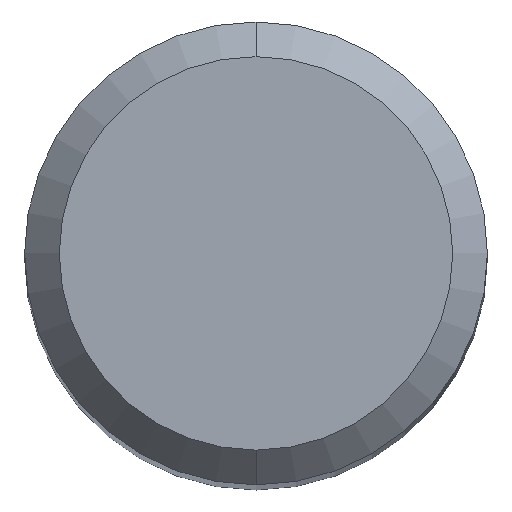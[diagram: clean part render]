
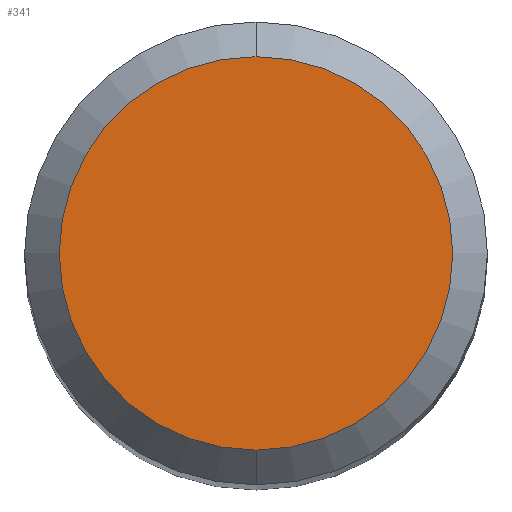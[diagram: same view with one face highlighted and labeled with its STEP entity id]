
A CAD part, top view. The second image highlights one B-rep face of the part: STEP entity #341.
In plain terms, the highlighted planar face has unit normal (0, 0, 1).
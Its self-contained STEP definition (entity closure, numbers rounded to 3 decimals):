
#341=ADVANCED_FACE('',(#787),#788,.T.);
#349=EDGE_CURVE('',#507,#373,#796,.T.);
#373=VERTEX_POINT('',#821);
#507=VERTEX_POINT('',#965);
#547=EDGE_CURVE('',#373,#507,#1011,.T.);
#787=FACE_OUTER_BOUND('',#1322,.T.);
#788=PLANE('',#1323);
#796=CIRCLE('',#1337,1.7);
#821=CARTESIAN_POINT('',(0.0,1.7,0.0));
#965=CARTESIAN_POINT('',(0.,-1.7,0.0));
#1011=CIRCLE('',#1686,1.7);
#1322=EDGE_LOOP('',(#2103,#2104));
#1323=AXIS2_PLACEMENT_3D('',#2105,#2106,#2107);
#1337=AXIS2_PLACEMENT_3D('',#2113,#2114,#2115);
#1686=AXIS2_PLACEMENT_3D('',#2407,#2408,#2409);
#2103=ORIENTED_EDGE('',*,*,#547,.F.);
#2104=ORIENTED_EDGE('',*,*,#349,.F.);
#2105=CARTESIAN_POINT('',(0.0,0.85,0.0));
#2106=DIRECTION('',(-0.0,0.0,1.0));
#2107=DIRECTION('',(0.0,-1.0,0.0));
#2113=CARTESIAN_POINT('',(0.0,0.0,0.0));
#2114=DIRECTION('',(0.0,0.0,-1.0));
#2115=DIRECTION('',(0.0,1.0,0.0));
#2407=CARTESIAN_POINT('',(0.0,0.0,0.0));
#2408=DIRECTION('',(0.0,0.0,-1.0));
#2409=DIRECTION('',(0.0,1.0,0.0));
